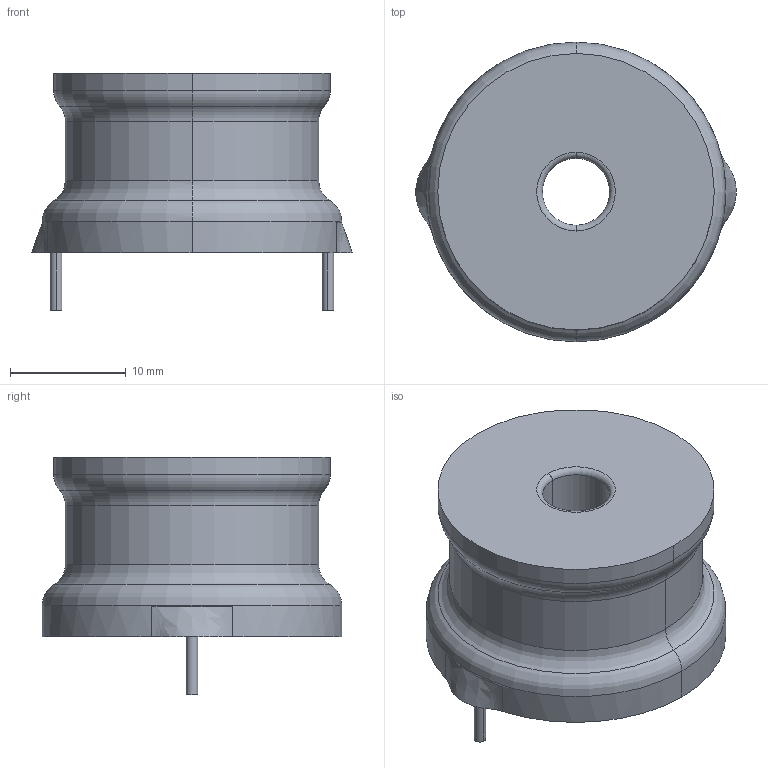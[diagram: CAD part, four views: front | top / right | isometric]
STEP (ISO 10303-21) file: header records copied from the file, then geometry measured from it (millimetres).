
FILE_DESCRIPTION(('FreeCAD Model'),'2;1');
FILE_NAME('inductor.step', '2017-03-01T11:00:45',('kicad StepUp'),('ksu MCAD'), 'Open CASCADE STEP processor 6.8','FreeCAD','Unknown');
FILE_SCHEMA(('AUTOMOTIVE_DESIGN_CC2 { 1 2 10303 214 -1 1 5 4 }'));
Length unit declared in the file: millimetre
Products named in the file (1): inductor
Bounding box: 27.69 x 25.9 x 20.5 mm (x, y, z)
Volume: 6313.7 mm3; surface area: 2450.9 mm2
Topology: 1 solids, 1 shells, 30 faces, 74 edges, 48 vertices
Faces by surface type: cylinder 12, torus 12, plane 4, bspline 2
Entity records: 1315 total; most frequent: CARTESIAN_POINT 367, DIRECTION 162, ORIENTED_EDGE 148, AXIS2_PLACEMENT_3D 75, EDGE_CURVE 74, VERTEX_POINT 48, CIRCLE 46, FACE_BOUND 34
